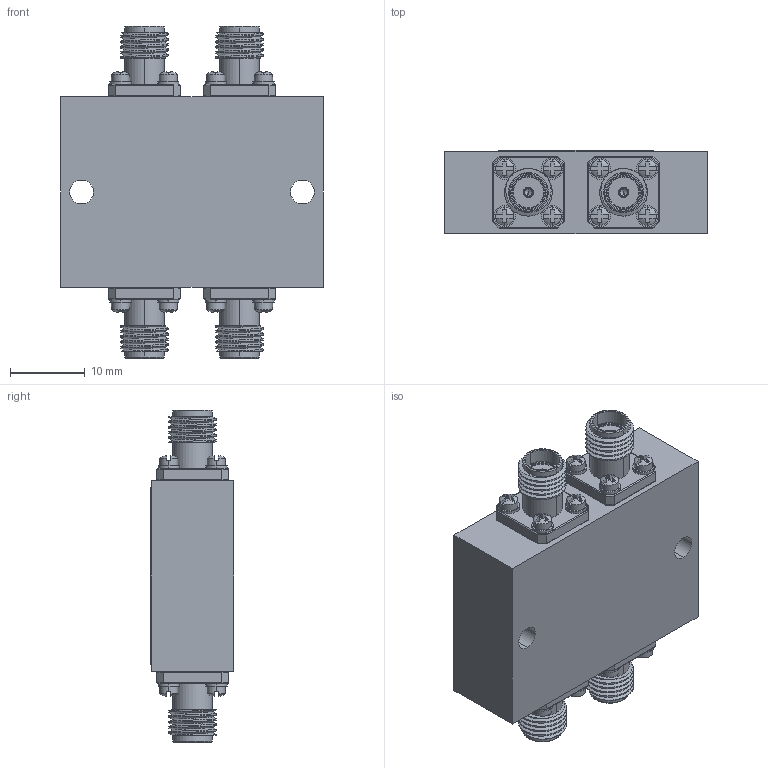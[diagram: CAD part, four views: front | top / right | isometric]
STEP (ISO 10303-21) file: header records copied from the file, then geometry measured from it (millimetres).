
FILE_DESCRIPTION (( 'STEP AP214' ), '1' );
FILE_NAME ('PCH-180-5R6G5R8G-SFF.STEP', '2022-07-26T19:35:28', ( '' ), ( '' ), 'SwSTEP 2.0', 'SolidWorks 2021', '' );
FILE_SCHEMA (( 'AUTOMOTIVE_DESIGN' ));
Length unit declared in the file: inch
Products named in the file (1): PCH-180-5R6G5R8G-SFF
Bounding box: 35.05 x 11.13 x 44.3 mm (x, y, z)
Volume: 11051.5 mm3; surface area: 7209.2 mm2
Topology: 38 solids, 38 shells, 1269 faces, 3767 edges, 2827 vertices
Faces by surface type: plane 577, cylinder 388, torus 184, sphere 64, cone 48, bspline 8
Entity records: 68184 total; most frequent: CARTESIAN_POINT 16420, ORIENTED_EDGE 7502, DIRECTION 6970, EDGE_CURVE 3751, VERTEX_POINT 2827, AXIS2_PLACEMENT_3D 2625, LINE 1720, VECTOR 1720
